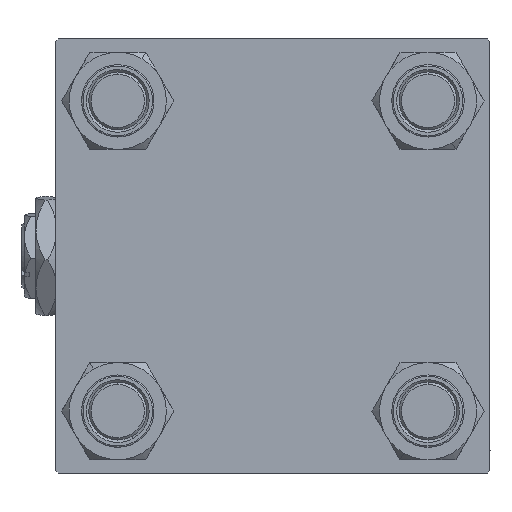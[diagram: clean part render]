
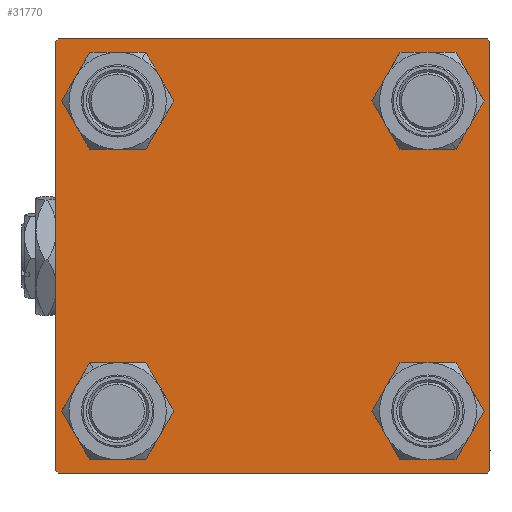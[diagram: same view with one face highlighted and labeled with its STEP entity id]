
A CAD part, left-side view. The second image highlights one B-rep face of the part: STEP entity #31770.
In plain terms, the highlighted planar face has unit normal (-1, 0, 0).
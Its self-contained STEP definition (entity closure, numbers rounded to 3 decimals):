
#418 = EDGE_CURVE ( 'NONE', #27835, #30431, #41503, .T. ) ;
#502 = LINE ( 'NONE', #28901, #23176 ) ;
#583 = LINE ( 'NONE', #17302, #2307 ) ;
#1437 = EDGE_LOOP ( 'NONE', ( #36188, #46760 ) ) ;
#2307 = VECTOR ( 'NONE', #32973, 1000. ) ;
#2786 = EDGE_CURVE ( 'NONE', #45443, #48510, #26744, .T. ) ;
#3010 = EDGE_LOOP ( 'NONE', ( #5714, #38806 ) ) ;
#3023 = AXIS2_PLACEMENT_3D ( 'NONE', #31539, #39240, #11877 ) ;
#3829 = CARTESIAN_POINT ( 'NONE',  ( 0., 44.5, 45. ) ) ;
#4369 = AXIS2_PLACEMENT_3D ( 'NONE', #26388, #46284, #30902 ) ;
#4462 = VERTEX_POINT ( 'NONE', #16036 ) ;
#4799 = AXIS2_PLACEMENT_3D ( 'NONE', #32895, #28897, #28124 ) ;
#5119 = CARTESIAN_POINT ( 'NONE',  ( 0., 32.15, -32.15 ) ) ;
#5364 = ORIENTED_EDGE ( 'NONE', *, *, #418, .F. ) ;
#5686 = ORIENTED_EDGE ( 'NONE', *, *, #8115, .T. ) ;
#5714 = ORIENTED_EDGE ( 'NONE', *, *, #34114, .T. ) ;
#6111 = CIRCLE ( 'NONE', #42565, 6.5 ) ;
#6155 = VERTEX_POINT ( 'NONE', #49607 ) ;
#7036 = CARTESIAN_POINT ( 'NONE',  ( 0., 44.75, 44.75 ) ) ;
#7162 = CARTESIAN_POINT ( 'NONE',  ( 0., 32.15, -25.65 ) ) ;
#7228 = EDGE_CURVE ( 'NONE', #25728, #31836, #18305, .T. ) ;
#7406 = DIRECTION ( 'NONE',  ( 1., 0., 0. ) ) ;
#7631 = EDGE_CURVE ( 'NONE', #31836, #41056, #28032, .T. ) ;
#7814 = DIRECTION ( 'NONE',  ( 0., 0.707, -0.707 ) ) ;
#8115 = EDGE_CURVE ( 'NONE', #22725, #4462, #48446, .T. ) ;
#8368 = FACE_OUTER_BOUND ( 'NONE', #10997, .T. ) ;
#8431 = ORIENTED_EDGE ( 'NONE', *, *, #7631, .T. ) ;
#9036 = CARTESIAN_POINT ( 'NONE',  ( 0., 32.15, 25.65 ) ) ;
#9101 = CARTESIAN_POINT ( 'NONE',  ( 0., 45., 45. ) ) ;
#10997 = EDGE_LOOP ( 'NONE', ( #38493, #32489, #8431, #38946, #5364, #15689, #37346, #13524 ) ) ;
#11115 = EDGE_CURVE ( 'NONE', #25281, #25728, #45971, .T. ) ;
#11137 = CARTESIAN_POINT ( 'NONE',  ( 0., -45., -44.5 ) ) ;
#11206 = DIRECTION ( 'NONE',  ( 0., 0., 1. ) ) ;
#11580 = CARTESIAN_POINT ( 'NONE',  ( 0., 45., -45. ) ) ;
#11877 = DIRECTION ( 'NONE',  ( 0., 0., 1. ) ) ;
#11992 = AXIS2_PLACEMENT_3D ( 'NONE', #47485, #51974, #39526 ) ;
#12868 = FACE_BOUND ( 'NONE', #3010, .T. ) ;
#13234 = EDGE_LOOP ( 'NONE', ( #20710, #22172 ) ) ;
#13348 = DIRECTION ( 'NONE',  ( 0., 0., -1. ) ) ;
#13524 = ORIENTED_EDGE ( 'NONE', *, *, #43056, .T. ) ;
#14650 = AXIS2_PLACEMENT_3D ( 'NONE', #35380, #51551, #27417 ) ;
#15432 = CARTESIAN_POINT ( 'NONE',  ( 0., -44.75, 44.75 ) ) ;
#15689 = ORIENTED_EDGE ( 'NONE', *, *, #38681, .T. ) ;
#16006 = CARTESIAN_POINT ( 'NONE',  ( 0., 32.15, 38.65 ) ) ;
#16036 = CARTESIAN_POINT ( 'NONE',  ( 0., 32.15, -38.65 ) ) ;
#16561 = CARTESIAN_POINT ( 'NONE',  ( 0., -45., 45. ) ) ;
#16825 = CARTESIAN_POINT ( 'NONE',  ( 0., -32.15, 38.65 ) ) ;
#17302 = CARTESIAN_POINT ( 'NONE',  ( 0., -44.75, -44.75 ) ) ;
#17959 = AXIS2_PLACEMENT_3D ( 'NONE', #19367, #7406, #46693 ) ;
#18048 = CARTESIAN_POINT ( 'NONE',  ( 0., -32.15, 25.65 ) ) ;
#18305 = LINE ( 'NONE', #43233, #39102 ) ;
#19367 = CARTESIAN_POINT ( 'NONE',  ( 0., 32.15, -32.15 ) ) ;
#19909 = DIRECTION ( 'NONE',  ( 0., -1., 0. ) ) ;
#20234 = CARTESIAN_POINT ( 'NONE',  ( 0., -32.15, -25.65 ) ) ;
#20710 = ORIENTED_EDGE ( 'NONE', *, *, #2786, .T. ) ;
#20915 = CARTESIAN_POINT ( 'NONE',  ( 0., 45., 44.5 ) ) ;
#21623 = PLANE ( 'NONE',  #22948 ) ;
#21729 = CARTESIAN_POINT ( 'NONE',  ( 0., -44.5, -45. ) ) ;
#21912 = EDGE_CURVE ( 'NONE', #4462, #22725, #45415, .T. ) ;
#22172 = ORIENTED_EDGE ( 'NONE', *, *, #40471, .T. ) ;
#22725 = VERTEX_POINT ( 'NONE', #7162 ) ;
#22790 = EDGE_CURVE ( 'NONE', #49059, #50751, #24287, .T. ) ;
#22948 = AXIS2_PLACEMENT_3D ( 'NONE', #41794, #40741, #36761 ) ;
#23176 = VECTOR ( 'NONE', #19909, 1000. ) ;
#23804 = EDGE_CURVE ( 'NONE', #41056, #30431, #583, .T. ) ;
#24287 = CIRCLE ( 'NONE', #4799, 6.5 ) ;
#25281 = VERTEX_POINT ( 'NONE', #20915 ) ;
#25728 = VERTEX_POINT ( 'NONE', #29870 ) ;
#25904 = VERTEX_POINT ( 'NONE', #3829 ) ;
#26388 = CARTESIAN_POINT ( 'NONE',  ( 0., 32.15, 32.15 ) ) ;
#26744 = CIRCLE ( 'NONE', #3023, 6.5 ) ;
#27272 = CIRCLE ( 'NONE', #4369, 6.5 ) ;
#27288 = VECTOR ( 'NONE', #40502, 1000. ) ;
#27406 = VECTOR ( 'NONE', #44943, 1000. ) ;
#27417 = DIRECTION ( 'NONE',  ( 0., 0., 1. ) ) ;
#27835 = VERTEX_POINT ( 'NONE', #37381 ) ;
#28032 = LINE ( 'NONE', #11580, #27288 ) ;
#28124 = DIRECTION ( 'NONE',  ( 0., 0., 1. ) ) ;
#28478 = EDGE_LOOP ( 'NONE', ( #5686, #39023 ) ) ;
#28513 = VERTEX_POINT ( 'NONE', #9036 ) ;
#28897 = DIRECTION ( 'NONE',  ( 1., 0., 0. ) ) ;
#28901 = CARTESIAN_POINT ( 'NONE',  ( 0., 45., 45. ) ) ;
#29292 = DIRECTION ( 'NONE',  ( 0., 0., 1. ) ) ;
#29808 = DIRECTION ( 'NONE',  ( 1., 0., 0. ) ) ;
#29870 = CARTESIAN_POINT ( 'NONE',  ( 0., 45., -44.5 ) ) ;
#30431 = VERTEX_POINT ( 'NONE', #11137 ) ;
#30855 = DIRECTION ( 'NONE',  ( 0., 0.707, 0.707 ) ) ;
#30902 = DIRECTION ( 'NONE',  ( 0., 0., 1. ) ) ;
#31539 = CARTESIAN_POINT ( 'NONE',  ( 0., -32.15, -32.15 ) ) ;
#31648 = DIRECTION ( 'NONE',  ( 1., 0., 0. ) ) ;
#31770 = ADVANCED_FACE ( 'NONE', ( #44726, #32793, #49487, #12868, #8368 ), #21623, .T. ) ;
#31836 = VERTEX_POINT ( 'NONE', #34354 ) ;
#32489 = ORIENTED_EDGE ( 'NONE', *, *, #7228, .T. ) ;
#32793 = FACE_BOUND ( 'NONE', #13234, .T. ) ;
#32895 = CARTESIAN_POINT ( 'NONE',  ( 0., -32.15, 32.15 ) ) ;
#32973 = DIRECTION ( 'NONE',  ( 0., -0.707, 0.707 ) ) ;
#33407 = EDGE_CURVE ( 'NONE', #28513, #36684, #50967, .T. ) ;
#34114 = EDGE_CURVE ( 'NONE', #36684, #28513, #27272, .T. ) ;
#34354 = CARTESIAN_POINT ( 'NONE',  ( 0., 44.5, -45. ) ) ;
#35380 = CARTESIAN_POINT ( 'NONE',  ( 0., -32.15, -32.15 ) ) ;
#36188 = ORIENTED_EDGE ( 'NONE', *, *, #22790, .T. ) ;
#36684 = VERTEX_POINT ( 'NONE', #16006 ) ;
#36761 = DIRECTION ( 'NONE',  ( 0., 0., 1. ) ) ;
#37346 = ORIENTED_EDGE ( 'NONE', *, *, #40958, .F. ) ;
#37381 = CARTESIAN_POINT ( 'NONE',  ( 0., -45., 44.5 ) ) ;
#38493 = ORIENTED_EDGE ( 'NONE', *, *, #11115, .T. ) ;
#38681 = EDGE_CURVE ( 'NONE', #27835, #6155, #39066, .T. ) ;
#38806 = ORIENTED_EDGE ( 'NONE', *, *, #33407, .T. ) ;
#38824 = CARTESIAN_POINT ( 'NONE',  ( 0., -32.15, -38.65 ) ) ;
#38946 = ORIENTED_EDGE ( 'NONE', *, *, #23804, .T. ) ;
#39023 = ORIENTED_EDGE ( 'NONE', *, *, #21912, .T. ) ;
#39066 = LINE ( 'NONE', #15432, #46046 ) ;
#39102 = VECTOR ( 'NONE', #50917, 1000. ) ;
#39240 = DIRECTION ( 'NONE',  ( 1., 0., 0. ) ) ;
#39526 = DIRECTION ( 'NONE',  ( 0., 0., 1. ) ) ;
#39667 = EDGE_CURVE ( 'NONE', #50751, #49059, #6111, .T. ) ;
#40189 = VECTOR ( 'NONE', #7814, 1000. ) ;
#40342 = AXIS2_PLACEMENT_3D ( 'NONE', #5119, #29808, #29292 ) ;
#40471 = EDGE_CURVE ( 'NONE', #48510, #45443, #46000, .T. ) ;
#40502 = DIRECTION ( 'NONE',  ( 0., -1., 0. ) ) ;
#40741 = DIRECTION ( 'NONE',  ( -1., 0., 0. ) ) ;
#40958 = EDGE_CURVE ( 'NONE', #25904, #6155, #502, .T. ) ;
#41056 = VERTEX_POINT ( 'NONE', #21729 ) ;
#41503 = LINE ( 'NONE', #16561, #27406 ) ;
#41794 = CARTESIAN_POINT ( 'NONE',  ( 0., 0., 0. ) ) ;
#42565 = AXIS2_PLACEMENT_3D ( 'NONE', #52054, #31648, #11206 ) ;
#43056 = EDGE_CURVE ( 'NONE', #25904, #25281, #52123, .T. ) ;
#43233 = CARTESIAN_POINT ( 'NONE',  ( 0., 44.75, -44.75 ) ) ;
#44726 = FACE_BOUND ( 'NONE', #1437, .T. ) ;
#44943 = DIRECTION ( 'NONE',  ( 0., 0., -1. ) ) ;
#45415 = CIRCLE ( 'NONE', #40342, 6.5 ) ;
#45443 = VERTEX_POINT ( 'NONE', #20234 ) ;
#45971 = LINE ( 'NONE', #9101, #51916 ) ;
#46000 = CIRCLE ( 'NONE', #14650, 6.5 ) ;
#46046 = VECTOR ( 'NONE', #30855, 1000. ) ;
#46284 = DIRECTION ( 'NONE',  ( 1., 0., 0. ) ) ;
#46693 = DIRECTION ( 'NONE',  ( 0., 0., 1. ) ) ;
#46760 = ORIENTED_EDGE ( 'NONE', *, *, #39667, .T. ) ;
#47485 = CARTESIAN_POINT ( 'NONE',  ( 0., 32.15, 32.15 ) ) ;
#48446 = CIRCLE ( 'NONE', #17959, 6.5 ) ;
#48510 = VERTEX_POINT ( 'NONE', #38824 ) ;
#49059 = VERTEX_POINT ( 'NONE', #16825 ) ;
#49487 = FACE_BOUND ( 'NONE', #28478, .T. ) ;
#49607 = CARTESIAN_POINT ( 'NONE',  ( 0., -44.5, 45. ) ) ;
#50751 = VERTEX_POINT ( 'NONE', #18048 ) ;
#50917 = DIRECTION ( 'NONE',  ( 0., -0.707, -0.707 ) ) ;
#50967 = CIRCLE ( 'NONE', #11992, 6.5 ) ;
#51551 = DIRECTION ( 'NONE',  ( 1., 0., 0. ) ) ;
#51916 = VECTOR ( 'NONE', #13348, 1000. ) ;
#51974 = DIRECTION ( 'NONE',  ( 1., 0., 0. ) ) ;
#52054 = CARTESIAN_POINT ( 'NONE',  ( 0., -32.15, 32.15 ) ) ;
#52123 = LINE ( 'NONE', #7036, #40189 ) ;
